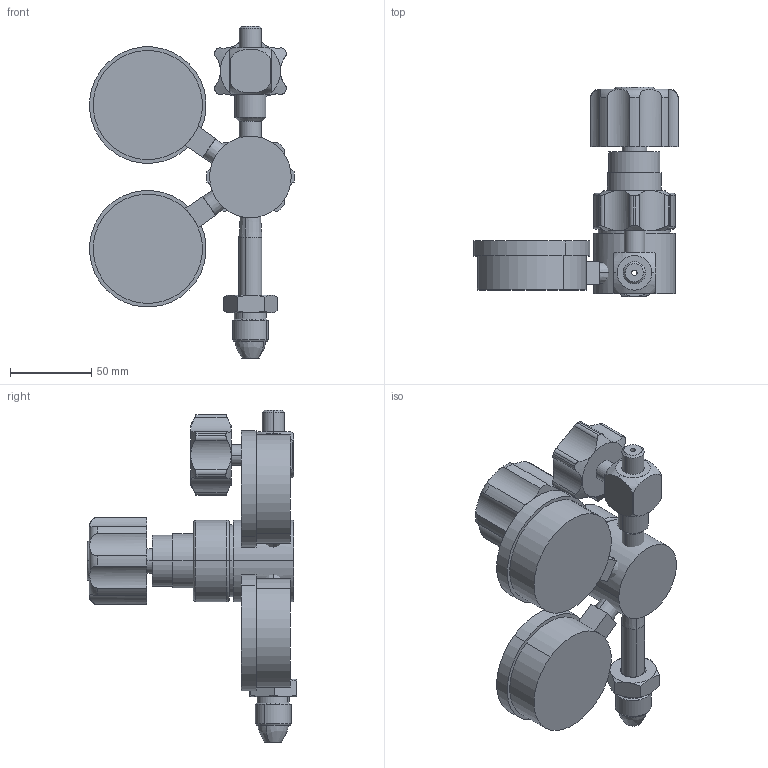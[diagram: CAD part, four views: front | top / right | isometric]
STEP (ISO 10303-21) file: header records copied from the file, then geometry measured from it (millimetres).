
FILE_DESCRIPTION (( 'STEP AP203' ), '1' );
FILE_NAME ('P109379.step', '2023-03-07T20:07:22', ( '' ), ( '' ), 'SwSTEP 2.0', 'SolidWorks 2021', '' );
FILE_SCHEMA (( 'CONFIG_CONTROL_DESIGN' ));
Length unit declared in the file: inch
Products named in the file (1): P109379
Bounding box: 126.09 x 129.2 x 204.64 mm (x, y, z)
Volume: 524481.8 mm3; surface area: 85013 mm2
Topology: 5 solids, 5 shells, 205 faces, 495 edges, 321 vertices
Faces by surface type: cylinder 92, plane 51, cone 48, torus 8, bspline 6
Entity records: 9012 total; most frequent: CARTESIAN_POINT 4202, ORIENTED_EDGE 990, DIRECTION 979, EDGE_CURVE 495, AXIS2_PLACEMENT_3D 416, VERTEX_POINT 321, EDGE_LOOP 236, CIRCLE 216
